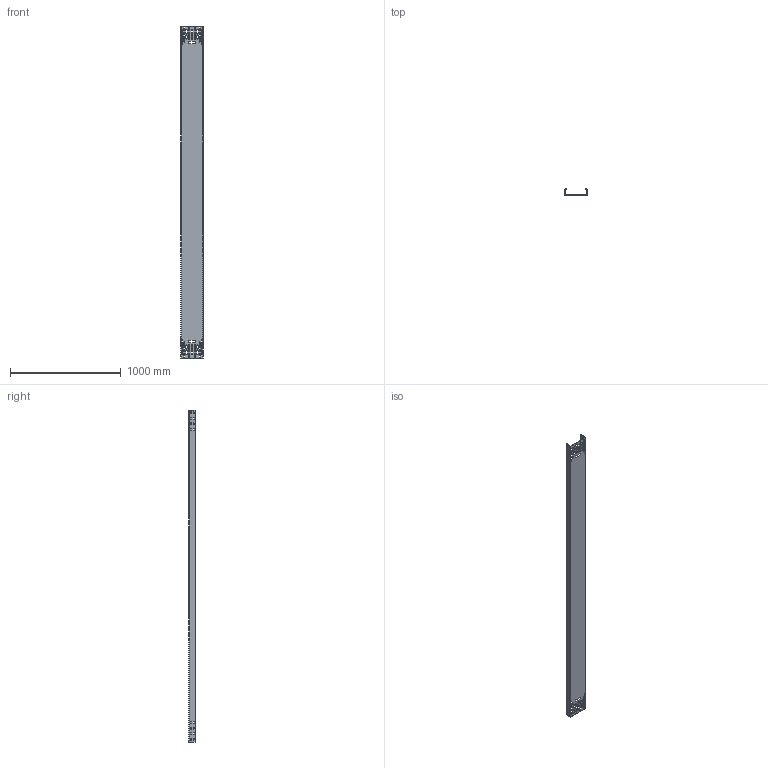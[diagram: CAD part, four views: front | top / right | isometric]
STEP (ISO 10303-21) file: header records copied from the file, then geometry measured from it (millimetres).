
FILE_DESCRIPTION(/* description */ (''),/* implementation_level */ '2;1');
FILE_NAME(/* name */ '6087132',/* time_stamp */ '2015-11-18T16:04:50+01:00',/* author */ (''),/* organization */ (''),/* preprocessor_version */ 'ST-DEVELOPER v15',/* originating_system */ '',/* authorisation */ '');
FILE_SCHEMA (('CONFIG_CONTROL_DESIGN'));
Length unit declared in the file: millimetre
Products named in the file (1): Document
Bounding box: 200 x 59.99 x 3000 mm (x, y, z)
Volume: 1019358.5 mm3; surface area: 2040735.9 mm2
Topology: 1 solids, 1 shells, 374 faces, 1084 edges, 712 vertices
Faces by surface type: plane 190, bspline 184
Entity records: 13992 total; most frequent: CARTESIAN_POINT 7216, ORIENTED_EDGE 2168, EDGE_CURVE 1084, VERTEX_POINT 712, B_SPLINE_CURVE_WITH_KNOTS 700, EDGE_LOOP 538, ADVANCED_FACE 374, FACE_OUTER_BOUND 374
